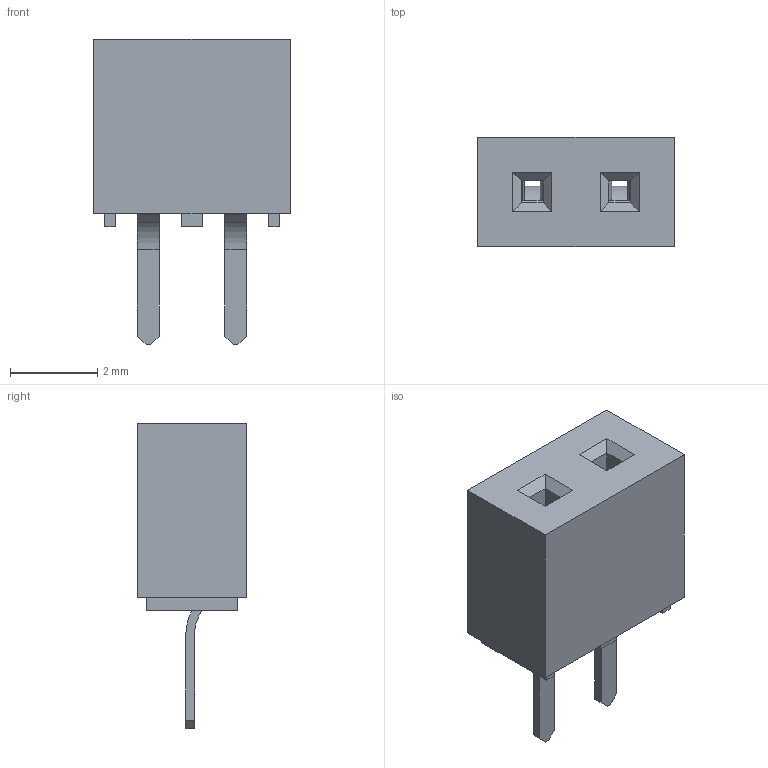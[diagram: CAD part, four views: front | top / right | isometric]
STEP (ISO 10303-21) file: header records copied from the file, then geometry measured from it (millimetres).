
FILE_DESCRIPTION(/* description */ ('Unknown'),/* implementation_level */ '2;1');
FILE_NAME(/* name */ 'J_Wurth_WR-PHD_62000211821',/* time_stamp */ '2025-04-24T17:08:23+08:00',/* author */ ('Unknown'),/* organization */ ('Unknown'),/* preprocessor_version */ 'ST-DEVELOPER v19.4',/* originating_system */ 'Solid Edge',/* authorisation */ 'Unknown');
FILE_SCHEMA (('AUTOMOTIVE_DESIGN {1 0 10303 214 3 1 1}'));
Length unit declared in the file: millimetre
Products named in the file (2): J_Wurth_WR-PHD_62000211821
Assembly tree (1 placements, depth 2):
  J_Wurth_WR-PHD_62000211821
    J_Wurth_WR-PHD_62000211821
Bounding box: 4.5 x 2.5 x 7 mm (x, y, z)
Volume: 33.7 mm3; surface area: 168.4 mm2
Topology: 3 solids, 3 shells, 183 faces, 496 edges, 320 vertices
Faces by surface type: plane 119, cylinder 56, bspline 8
Entity records: 5838 total; most frequent: CARTESIAN_POINT 1121, ORIENTED_EDGE 992, DIRECTION 946, EDGE_CURVE 496, LINE 368, VECTOR 368, VERTEX_POINT 320, AXIS2_PLACEMENT_3D 289
